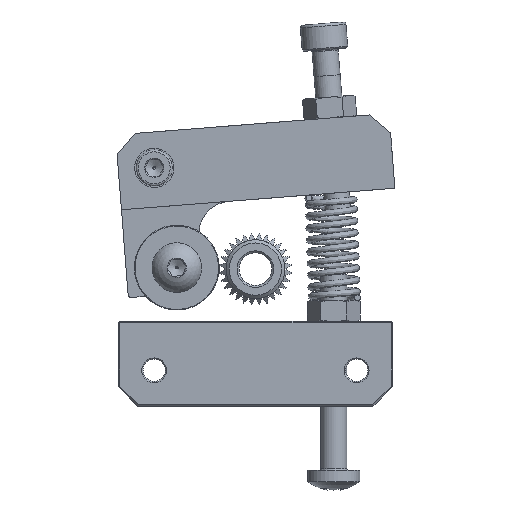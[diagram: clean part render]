
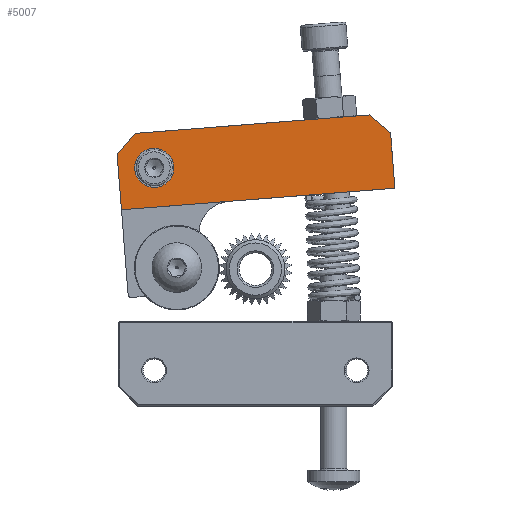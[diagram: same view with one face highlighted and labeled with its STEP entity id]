
A CAD part, front view. The second image highlights one B-rep face of the part: STEP entity #5007.
In plain terms, the highlighted planar face has unit normal (0, -1, 0).
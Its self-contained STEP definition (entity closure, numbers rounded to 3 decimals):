
#3372 = PLANE('',#3373);
#3373 = AXIS2_PLACEMENT_3D('',#3374,#3375,#3376);
#3374 = CARTESIAN_POINT('',(20.693,0.,20.852));
#3375 = DIRECTION('',(0.997,0.,0.078));
#3376 = DIRECTION('',(0.078,0.,-0.997));
#3546 = PLANE('',#3547);
#3547 = AXIS2_PLACEMENT_3D('',#3548,#3549,#3550);
#3548 = CARTESIAN_POINT('',(-19.491,0.,-3.877));
#3549 = DIRECTION('',(-0.997,0.,-0.078));
#3550 = DIRECTION('',(-0.078,0.,0.997));
#3574 = PLANE('',#3575);
#3575 = AXIS2_PLACEMENT_3D('',#3576,#3577,#3578);
#3576 = CARTESIAN_POINT('',(-21.178,0.,17.557));
#3577 = DIRECTION('',(-0.76,0.,0.649));
#3578 = DIRECTION('',(0.649,0.,0.76));
#3602 = PLANE('',#3603);
#3603 = AXIS2_PLACEMENT_3D('',#3604,#3605,#3606);
#3604 = CARTESIAN_POINT('',(-18.422,0.,20.783));
#3605 = DIRECTION('',(-0.078,0.,0.997));
#3606 = DIRECTION('',(0.997,0.,0.078));
#3628 = PLANE('',#3629);
#3629 = AXIS2_PLACEMENT_3D('',#3630,#3631,#3632);
#3630 = CARTESIAN_POINT('',(17.467,0.,23.608));
#3631 = DIRECTION('',(0.649,0.,0.76));
#3632 = DIRECTION('',(0.76,0.,-0.649));
#3680 = VERTEX_POINT('',#3681);
#3681 = CARTESIAN_POINT('',(20.693,-16.,20.852));
#3702 = EDGE_CURVE('',#3680,#3703,#3705,.T.);
#3703 = VERTEX_POINT('',#3704);
#3704 = CARTESIAN_POINT('',(21.36,-16.,12.378));
#3705 = SURFACE_CURVE('',#3706,(#3710,#3717),.PCURVE_S1.);
#3706 = LINE('',#3707,#3708);
#3707 = CARTESIAN_POINT('',(20.693,-16.,20.852));
#3708 = VECTOR('',#3709,1.);
#3709 = DIRECTION('',(0.078,0.,-0.997));
#3710 = PCURVE('',#3372,#3711);
#3711 = DEFINITIONAL_REPRESENTATION('',(#3712),#3716);
#3712 = LINE('',#3713,#3714);
#3713 = CARTESIAN_POINT('',(0.,-16.));
#3714 = VECTOR('',#3715,1.);
#3715 = DIRECTION('',(1.,0.));
#3716 = ( GEOMETRIC_REPRESENTATION_CONTEXT(2) 
PARAMETRIC_REPRESENTATION_CONTEXT() REPRESENTATION_CONTEXT('2D SPACE',''
  ) );
#3717 = PCURVE('',#3718,#3723);
#3718 = PLANE('',#3719);
#3719 = AXIS2_PLACEMENT_3D('',#3720,#3721,#3722);
#3720 = CARTESIAN_POINT('',(-2.697,-16.,12.349));
#3721 = DIRECTION('',(0.,1.,0.));
#3722 = DIRECTION('',(-0.078,0.,0.997));
#3723 = DEFINITIONAL_REPRESENTATION('',(#3724),#3728);
#3724 = LINE('',#3725,#3726);
#3725 = CARTESIAN_POINT('',(6.642,23.985));
#3726 = VECTOR('',#3727,1.);
#3727 = DIRECTION('',(-1.,0.));
#3728 = ( GEOMETRIC_REPRESENTATION_CONTEXT(2) 
PARAMETRIC_REPRESENTATION_CONTEXT() REPRESENTATION_CONTEXT('2D SPACE',''
  ) );
#3746 = PLANE('',#3747);
#3747 = AXIS2_PLACEMENT_3D('',#3748,#3749,#3750);
#3748 = CARTESIAN_POINT('',(1.616,-9.195,
    10.824));
#3749 = DIRECTION('',(0.078,0.,-0.997));
#3750 = DIRECTION('',(0.,1.,0.));
#3811 = VERTEX_POINT('',#3812);
#3812 = CARTESIAN_POINT('',(17.467,-16.,23.608));
#3833 = EDGE_CURVE('',#3811,#3680,#3834,.T.);
#3834 = SURFACE_CURVE('',#3835,(#3839,#3846),.PCURVE_S1.);
#3835 = LINE('',#3836,#3837);
#3836 = CARTESIAN_POINT('',(17.467,-16.,23.608));
#3837 = VECTOR('',#3838,1.);
#3838 = DIRECTION('',(0.76,0.,-0.649));
#3839 = PCURVE('',#3628,#3840);
#3840 = DEFINITIONAL_REPRESENTATION('',(#3841),#3845);
#3841 = LINE('',#3842,#3843);
#3842 = CARTESIAN_POINT('',(0.,-16.));
#3843 = VECTOR('',#3844,1.);
#3844 = DIRECTION('',(1.,0.));
#3845 = ( GEOMETRIC_REPRESENTATION_CONTEXT(2) 
PARAMETRIC_REPRESENTATION_CONTEXT() REPRESENTATION_CONTEXT('2D SPACE',''
  ) );
#3846 = PCURVE('',#3718,#3847);
#3847 = DEFINITIONAL_REPRESENTATION('',(#3848),#3852);
#3848 = LINE('',#3849,#3850);
#3849 = CARTESIAN_POINT('',(9.642,20.985));
#3850 = VECTOR('',#3851,1.);
#3851 = DIRECTION('',(-0.707,0.707));
#3852 = ( GEOMETRIC_REPRESENTATION_CONTEXT(2) 
PARAMETRIC_REPRESENTATION_CONTEXT() REPRESENTATION_CONTEXT('2D SPACE',''
  ) );
#3860 = VERTEX_POINT('',#3861);
#3861 = CARTESIAN_POINT('',(-18.422,-16.,20.783));
#3882 = EDGE_CURVE('',#3860,#3811,#3883,.T.);
#3883 = SURFACE_CURVE('',#3884,(#3888,#3895),.PCURVE_S1.);
#3884 = LINE('',#3885,#3886);
#3885 = CARTESIAN_POINT('',(-18.422,-16.,20.783));
#3886 = VECTOR('',#3887,1.);
#3887 = DIRECTION('',(0.997,0.,0.078));
#3888 = PCURVE('',#3602,#3889);
#3889 = DEFINITIONAL_REPRESENTATION('',(#3890),#3894);
#3890 = LINE('',#3891,#3892);
#3891 = CARTESIAN_POINT('',(0.,-16.));
#3892 = VECTOR('',#3893,1.);
#3893 = DIRECTION('',(1.,0.));
#3894 = ( GEOMETRIC_REPRESENTATION_CONTEXT(2) 
PARAMETRIC_REPRESENTATION_CONTEXT() REPRESENTATION_CONTEXT('2D SPACE',''
  ) );
#3895 = PCURVE('',#3718,#3896);
#3896 = DEFINITIONAL_REPRESENTATION('',(#3897),#3901);
#3897 = LINE('',#3898,#3899);
#3898 = CARTESIAN_POINT('',(9.642,-15.015));
#3899 = VECTOR('',#3900,1.);
#3900 = DIRECTION('',(0.,1.));
#3901 = ( GEOMETRIC_REPRESENTATION_CONTEXT(2) 
PARAMETRIC_REPRESENTATION_CONTEXT() REPRESENTATION_CONTEXT('2D SPACE',''
  ) );
#4145 = VERTEX_POINT('',#4146);
#4146 = CARTESIAN_POINT('',(-21.178,-16.,17.557));
#4167 = EDGE_CURVE('',#4145,#3860,#4168,.T.);
#4168 = SURFACE_CURVE('',#4169,(#4173,#4180),.PCURVE_S1.);
#4169 = LINE('',#4170,#4171);
#4170 = CARTESIAN_POINT('',(-21.178,-16.,17.557));
#4171 = VECTOR('',#4172,1.);
#4172 = DIRECTION('',(0.649,0.,0.76));
#4173 = PCURVE('',#3574,#4174);
#4174 = DEFINITIONAL_REPRESENTATION('',(#4175),#4179);
#4175 = LINE('',#4176,#4177);
#4176 = CARTESIAN_POINT('',(0.,-16.));
#4177 = VECTOR('',#4178,1.);
#4178 = DIRECTION('',(1.,0.));
#4179 = ( GEOMETRIC_REPRESENTATION_CONTEXT(2) 
PARAMETRIC_REPRESENTATION_CONTEXT() REPRESENTATION_CONTEXT('2D SPACE',''
  ) );
#4180 = PCURVE('',#3718,#4181);
#4181 = DEFINITIONAL_REPRESENTATION('',(#4182),#4186);
#4182 = LINE('',#4183,#4184);
#4183 = CARTESIAN_POINT('',(6.642,-18.015));
#4184 = VECTOR('',#4185,1.);
#4185 = DIRECTION('',(0.707,0.707));
#4186 = ( GEOMETRIC_REPRESENTATION_CONTEXT(2) 
PARAMETRIC_REPRESENTATION_CONTEXT() REPRESENTATION_CONTEXT('2D SPACE',''
  ) );
#4246 = VERTEX_POINT('',#4247);
#4247 = CARTESIAN_POINT('',(-20.511,-16.,9.083));
#4268 = EDGE_CURVE('',#4246,#4145,#4269,.T.);
#4269 = SURFACE_CURVE('',#4270,(#4274,#4281),.PCURVE_S1.);
#4270 = LINE('',#4271,#4272);
#4271 = CARTESIAN_POINT('',(-19.491,-16.,-3.877));
#4272 = VECTOR('',#4273,1.);
#4273 = DIRECTION('',(-0.078,0.,0.997));
#4274 = PCURVE('',#3546,#4275);
#4275 = DEFINITIONAL_REPRESENTATION('',(#4276),#4280);
#4276 = LINE('',#4277,#4278);
#4277 = CARTESIAN_POINT('',(0.,-16.));
#4278 = VECTOR('',#4279,1.);
#4279 = DIRECTION('',(1.,0.));
#4280 = ( GEOMETRIC_REPRESENTATION_CONTEXT(2) 
PARAMETRIC_REPRESENTATION_CONTEXT() REPRESENTATION_CONTEXT('2D SPACE',''
  ) );
#4281 = PCURVE('',#3718,#4282);
#4282 = DEFINITIONAL_REPRESENTATION('',(#4283),#4287);
#4283 = LINE('',#4284,#4285);
#4284 = CARTESIAN_POINT('',(-14.858,-18.015));
#4285 = VECTOR('',#4286,1.);
#4286 = DIRECTION('',(1.,0.));
#4287 = ( GEOMETRIC_REPRESENTATION_CONTEXT(2) 
PARAMETRIC_REPRESENTATION_CONTEXT() REPRESENTATION_CONTEXT('2D SPACE',''
  ) );
#4819 = EDGE_CURVE('',#3703,#4246,#4820,.T.);
#4820 = SURFACE_CURVE('',#4821,(#4825,#4832),.PCURVE_S1.);
#4821 = LINE('',#4822,#4823);
#4822 = CARTESIAN_POINT('',(0.425,-16.,10.731));
#4823 = VECTOR('',#4824,1.);
#4824 = DIRECTION('',(-0.997,0.,-0.078));
#4825 = PCURVE('',#3746,#4826);
#4826 = DEFINITIONAL_REPRESENTATION('',(#4827),#4831);
#4827 = LINE('',#4828,#4829);
#4828 = CARTESIAN_POINT('',(-6.805,-1.195));
#4829 = VECTOR('',#4830,1.);
#4830 = DIRECTION('',(0.,-1.));
#4831 = ( GEOMETRIC_REPRESENTATION_CONTEXT(2) 
PARAMETRIC_REPRESENTATION_CONTEXT() REPRESENTATION_CONTEXT('2D SPACE',''
  ) );
#4832 = PCURVE('',#3718,#4833);
#4833 = DEFINITIONAL_REPRESENTATION('',(#4834),#4838);
#4834 = LINE('',#4835,#4836);
#4835 = CARTESIAN_POINT('',(-1.858,2.985));
#4836 = VECTOR('',#4837,1.);
#4837 = DIRECTION('',(0.,-1.));
#4838 = ( GEOMETRIC_REPRESENTATION_CONTEXT(2) 
PARAMETRIC_REPRESENTATION_CONTEXT() REPRESENTATION_CONTEXT('2D SPACE',''
  ) );
#5007 = ADVANCED_FACE('',(#5008,#5016),#3718,.F.);
#5008 = FACE_BOUND('',#5009,.F.);
#5009 = EDGE_LOOP('',(#5010,#5011,#5012,#5013,#5014,#5015));
#5010 = ORIENTED_EDGE('',*,*,#3702,.T.);
#5011 = ORIENTED_EDGE('',*,*,#4819,.T.);
#5012 = ORIENTED_EDGE('',*,*,#4268,.T.);
#5013 = ORIENTED_EDGE('',*,*,#4167,.T.);
#5014 = ORIENTED_EDGE('',*,*,#3882,.T.);
#5015 = ORIENTED_EDGE('',*,*,#3833,.T.);
#5016 = FACE_BOUND('',#5017,.F.);
#5017 = EDGE_LOOP('',(#5018));
#5018 = ORIENTED_EDGE('',*,*,#5019,.T.);
#5019 = EDGE_CURVE('',#5020,#5020,#5022,.T.);
#5020 = VERTEX_POINT('',#5021);
#5021 = CARTESIAN_POINT('',(-12.508,-16.,15.731));
#5022 = SURFACE_CURVE('',#5023,(#5028,#5039),.PCURVE_S1.);
#5023 = CIRCLE('',#5024,3.);
#5024 = AXIS2_PLACEMENT_3D('',#5025,#5026,#5027);
#5025 = CARTESIAN_POINT('',(-15.498,-16.,15.496));
#5026 = DIRECTION('',(0.,-1.,0.));
#5027 = DIRECTION('',(0.997,0.,0.078));
#5028 = PCURVE('',#3718,#5029);
#5029 = DEFINITIONAL_REPRESENTATION('',(#5030),#5038);
#5030 = ( BOUNDED_CURVE() B_SPLINE_CURVE(2,(#5031,#5032,#5033,#5034,
#5035,#5036,#5037),.UNSPECIFIED.,.T.,.F.) B_SPLINE_CURVE_WITH_KNOTS((1,2
    ,2,2,2,1),(-2.094,0.,2.094,4.189,
6.283,8.378),.UNSPECIFIED.) CURVE() 
GEOMETRIC_REPRESENTATION_ITEM() RATIONAL_B_SPLINE_CURVE((1.,0.5,1.,0.5,
1.,0.5,1.)) REPRESENTATION_ITEM('') );
#5031 = CARTESIAN_POINT('',(4.142,-9.515));
#5032 = CARTESIAN_POINT('',(9.338,-9.515));
#5033 = CARTESIAN_POINT('',(6.74,-14.015));
#5034 = CARTESIAN_POINT('',(4.142,-18.515));
#5035 = CARTESIAN_POINT('',(1.544,-14.015));
#5036 = CARTESIAN_POINT('',(-1.055,-9.515));
#5037 = CARTESIAN_POINT('',(4.142,-9.515));
#5038 = ( GEOMETRIC_REPRESENTATION_CONTEXT(2) 
PARAMETRIC_REPRESENTATION_CONTEXT() REPRESENTATION_CONTEXT('2D SPACE',''
  ) );
#5039 = PCURVE('',#5040,#5045);
#5040 = CYLINDRICAL_SURFACE('',#5041,3.);
#5041 = AXIS2_PLACEMENT_3D('',#5042,#5043,#5044);
#5042 = CARTESIAN_POINT('',(-15.498,-16.,15.496));
#5043 = DIRECTION('',(0.,-1.,0.));
#5044 = DIRECTION('',(0.997,0.,0.078));
#5045 = DEFINITIONAL_REPRESENTATION('',(#5046),#5050);
#5046 = LINE('',#5047,#5048);
#5047 = CARTESIAN_POINT('',(0.,0.));
#5048 = VECTOR('',#5049,1.);
#5049 = DIRECTION('',(1.,0.));
#5050 = ( GEOMETRIC_REPRESENTATION_CONTEXT(2) 
PARAMETRIC_REPRESENTATION_CONTEXT() REPRESENTATION_CONTEXT('2D SPACE',''
  ) );
